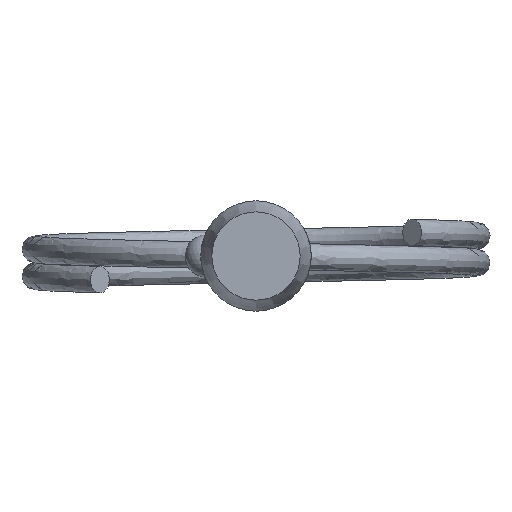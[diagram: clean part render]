
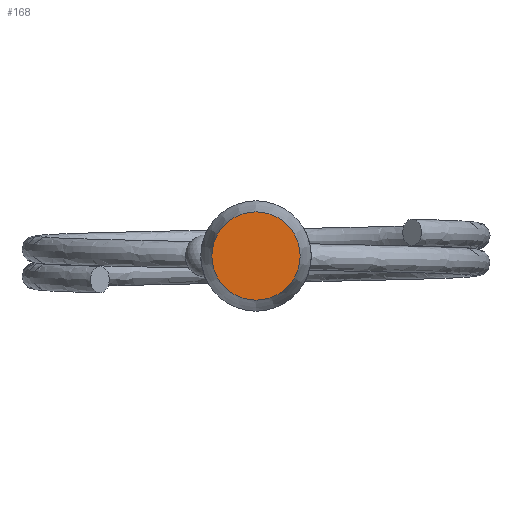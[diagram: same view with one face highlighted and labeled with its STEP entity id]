
A CAD part, left-side view. The second image highlights one B-rep face of the part: STEP entity #168.
In plain terms, the highlighted planar face has unit normal (-1, 0, 0).
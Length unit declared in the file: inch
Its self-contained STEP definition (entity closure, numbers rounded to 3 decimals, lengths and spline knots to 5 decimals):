
#21=PLANE('',#209);
#51=FACE_OUTER_BOUND('',#72,.T.);
#72=EDGE_LOOP('',(#94));
#94=ORIENTED_EDGE('',*,*,#122,.T.);
#122=EDGE_CURVE('',#141,#141,#152,.T.);
#141=VERTEX_POINT('',#389);
#152=CIRCLE('',#206,0.1);
#168=ADVANCED_FACE('',(#51),#21,.F.);
#206=AXIS2_PLACEMENT_3D('',#390,#237,#238);
#209=AXIS2_PLACEMENT_3D('',#394,#243,#244);
#237=DIRECTION('center_axis',(-1.,0.,0.));
#238=DIRECTION('ref_axis',(0.,0.,1.));
#243=DIRECTION('center_axis',(1.,0.,0.));
#244=DIRECTION('ref_axis',(0.,0.,-1.));
#389=CARTESIAN_POINT('',(-1.266,0.,-0.1));
#390=CARTESIAN_POINT('Origin',(-1.266,0.,0.));
#394=CARTESIAN_POINT('Origin',(-1.266,0.1,0.));
